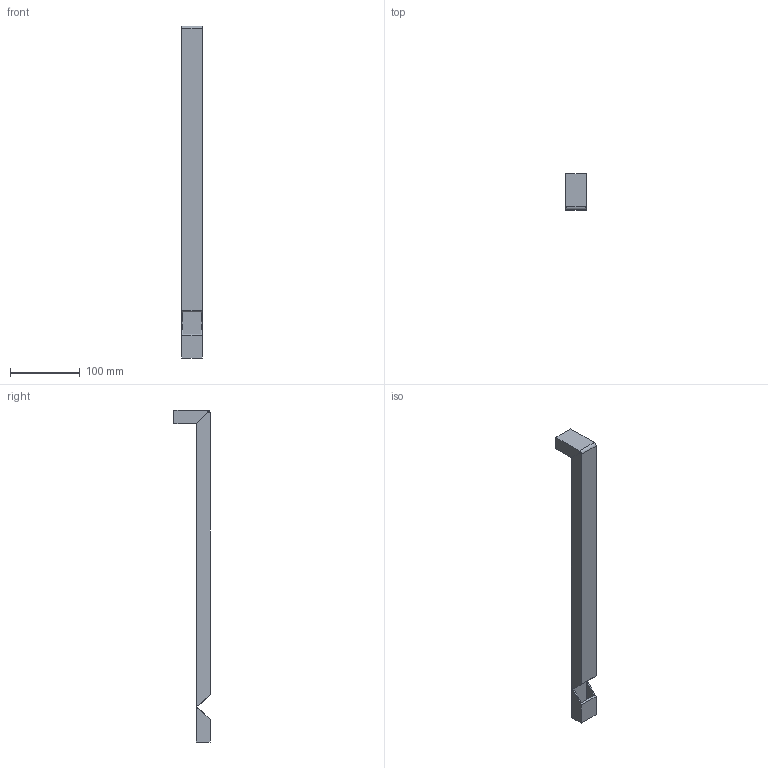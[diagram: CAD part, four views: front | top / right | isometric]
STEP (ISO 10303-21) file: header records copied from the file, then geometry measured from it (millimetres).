
FILE_DESCRIPTION(/* description */ (''),/* implementation_level */ '2;1');
FILE_NAME(/* name */ 'Rohrfalten_funktioniert.stp',/* time_stamp */ '2021-08-27T14:43:24+02:00',/* author */ ('andreas.daester'),/* organization */ (''),/* preprocessor_version */ 'ST-DEVELOPER v17.2',/* originating_system */ 'Autodesk Inventor 2019',/* authorisation */ '');
FILE_SCHEMA (('AUTOMOTIVE_DESIGN { 1 0 10303 214 3 1 1 }'));
Length unit declared in the file: millimetre
Products named in the file (1): Rohrfalten_funktioniert
Bounding box: 30 x 51.74 x 475.74 mm (x, y, z)
Volume: 90266.8 mm3; surface area: 91357.2 mm2
Topology: 1 solids, 1 shells, 54 faces, 156 edges, 100 vertices
Faces by surface type: plane 52, cylinder 2
Entity records: 1793 total; most frequent: ORIENTED_EDGE 312, CARTESIAN_POINT 311, DIRECTION 282, EDGE_CURVE 156, LINE 140, VECTOR 140, VERTEX_POINT 100, AXIS2_PLACEMENT_3D 71
